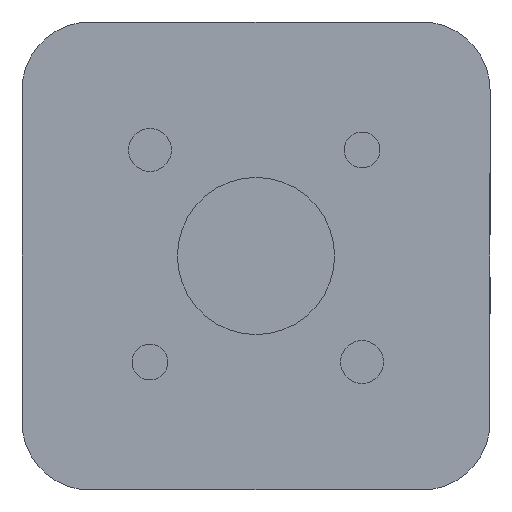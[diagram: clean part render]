
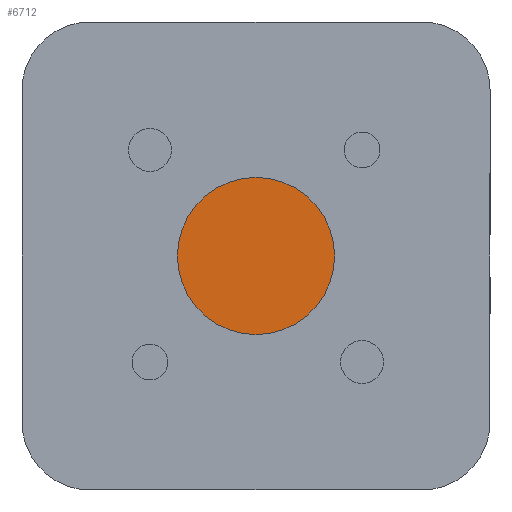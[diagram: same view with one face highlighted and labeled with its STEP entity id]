
A CAD part, left-side view. The second image highlights one B-rep face of the part: STEP entity #6712.
In plain terms, the highlighted planar face has unit normal (-1, 0, 0).
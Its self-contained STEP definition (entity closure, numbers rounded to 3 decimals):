
#172 = ORIENTED_EDGE ( 'NONE', *, *, #9445, .T. ) ;
#173 = ORIENTED_EDGE ( 'NONE', *, *, #9460, .T. ) ;
#3087 = CARTESIAN_POINT ( 'NONE',  ( -19.821, 0., -11. ) ) ;
#3093 = CARTESIAN_POINT ( 'NONE',  ( -19.821, 0., 11. ) ) ;
#4398 = CIRCLE ( 'NONE', #10508, 11. ) ;
#4421 = CIRCLE ( 'NONE', #10518, 11. ) ;
#5182 = CARTESIAN_POINT ( 'NONE',  ( -19.821, 0., 0. ) ) ;
#5185 = DIRECTION ( 'NONE',  ( -1., 0., 0. ) ) ;
#5186 = DIRECTION ( 'NONE',  ( 0., 0., 1. ) ) ;
#5217 = CARTESIAN_POINT ( 'NONE',  ( -19.821, 0., 0. ) ) ;
#5224 = DIRECTION ( 'NONE',  ( -1., 0., 0. ) ) ;
#5225 = DIRECTION ( 'NONE',  ( 0., 0., 1. ) ) ;
#6712 = ADVANCED_FACE ( 'NONE', ( #8258 ), #10860, .F. ) ;
#6933 = CARTESIAN_POINT ( 'NONE',  ( -19.821, 11., 0. ) ) ;
#6983 = DIRECTION ( 'NONE',  ( 0., 0., -1. ) ) ;
#6985 = DIRECTION ( 'NONE',  ( 1., 0., 0. ) ) ;
#7953 = EDGE_LOOP ( 'NONE', ( #172, #173 ) ) ;
#8258 = FACE_OUTER_BOUND ( 'NONE', #7953, .T. ) ;
#8545 = VERTEX_POINT ( 'NONE', #3087 ) ;
#8551 = VERTEX_POINT ( 'NONE', #3093 ) ;
#9445 = EDGE_CURVE ( 'NONE', #8551, #8545, #4398, .T. ) ;
#9460 = EDGE_CURVE ( 'NONE', #8545, #8551, #4421, .T. ) ;
#10166 = AXIS2_PLACEMENT_3D ( 'NONE', #6933, #6985, #6983 ) ;
#10508 = AXIS2_PLACEMENT_3D ( 'NONE', #5182, #5185, #5186 ) ;
#10518 = AXIS2_PLACEMENT_3D ( 'NONE', #5217, #5224, #5225 ) ;
#10860 = PLANE ( 'NONE',  #10166 ) ;
